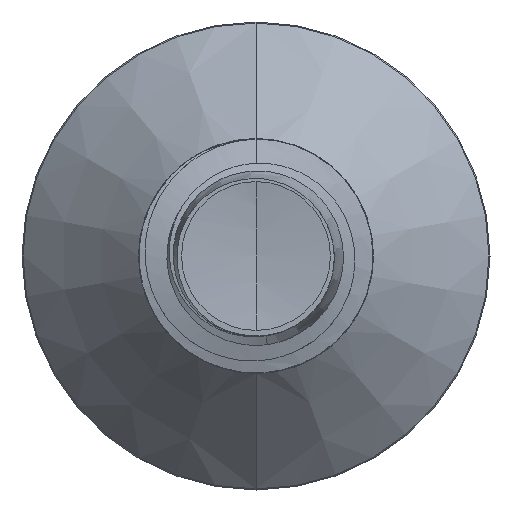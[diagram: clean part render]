
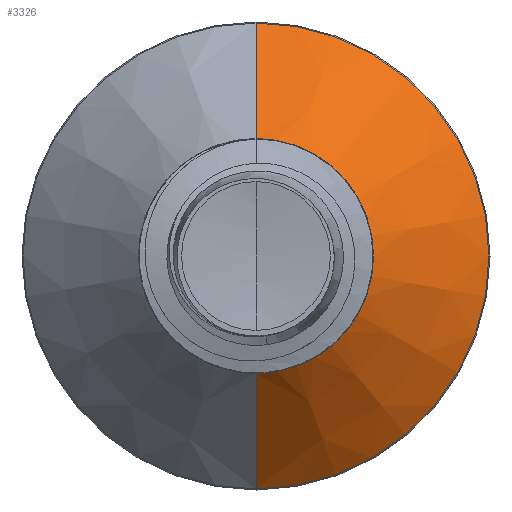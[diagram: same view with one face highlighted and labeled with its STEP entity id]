
A CAD part, front view. The second image highlights one B-rep face of the part: STEP entity #3326.
In plain terms, the highlighted conical face has half-angle 45 degrees and reference radius 1.256 mm.
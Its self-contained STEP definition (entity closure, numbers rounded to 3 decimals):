
#596 = AXIS2_PLACEMENT_3D ( 'NONE', #10439, #932, #12031 ) ;
#772 = VERTEX_POINT ( 'NONE', #16776 ) ;
#932 = DIRECTION ( 'NONE',  ( 0., 1., 0. ) ) ;
#1455 = VERTEX_POINT ( 'NONE', #19975 ) ;
#1512 = LINE ( 'NONE', #4373, #17557 ) ;
#1523 = FACE_OUTER_BOUND ( 'NONE', #9101, .T. ) ;
#2350 = DIRECTION ( 'NONE',  ( 0., 0.707, 0.707 ) ) ;
#3063 = ORIENTED_EDGE ( 'NONE', *, *, #4935, .T. ) ;
#3092 = CARTESIAN_POINT ( 'NONE',  ( 0., 6.939, 2.489 ) ) ;
#3326 = ADVANCED_FACE ( 'NONE', ( #1523 ), #5245, .T. ) ;
#4176 = AXIS2_PLACEMENT_3D ( 'NONE', #4680, #14030, #15591 ) ;
#4202 = ORIENTED_EDGE ( 'NONE', *, *, #11878, .F. ) ;
#4373 = CARTESIAN_POINT ( 'NONE',  ( 0., 5.706, -1.256 ) ) ;
#4553 = DIRECTION ( 'NONE',  ( 0., 1., 0. ) ) ;
#4680 = CARTESIAN_POINT ( 'NONE',  ( 0., 5.706, 0. ) ) ;
#4935 = EDGE_CURVE ( 'NONE', #1455, #8956, #7395, .T. ) ;
#5245 = CONICAL_SURFACE ( 'NONE', #4176, 1.256, 0.785 ) ;
#5253 = LINE ( 'NONE', #5476, #5554 ) ;
#5476 = CARTESIAN_POINT ( 'NONE',  ( 0., 5.706, 1.256 ) ) ;
#5554 = VECTOR ( 'NONE', #2350, 1000. ) ;
#7395 = CIRCLE ( 'NONE', #596, 1.256 ) ;
#7496 = EDGE_CURVE ( 'NONE', #17429, #772, #10292, .T. ) ;
#8713 = AXIS2_PLACEMENT_3D ( 'NONE', #13976, #4553, #15472 ) ;
#8956 = VERTEX_POINT ( 'NONE', #13691 ) ;
#9101 = EDGE_LOOP ( 'NONE', ( #3063, #11497, #11941, #4202 ) ) ;
#10292 = CIRCLE ( 'NONE', #8713, 2.489 ) ;
#10439 = CARTESIAN_POINT ( 'NONE',  ( 0., 5.706, 0. ) ) ;
#11497 = ORIENTED_EDGE ( 'NONE', *, *, #18218, .T. ) ;
#11878 = EDGE_CURVE ( 'NONE', #1455, #17429, #5253, .T. ) ;
#11941 = ORIENTED_EDGE ( 'NONE', *, *, #7496, .F. ) ;
#12031 = DIRECTION ( 'NONE',  ( 0., 0., 1. ) ) ;
#13691 = CARTESIAN_POINT ( 'NONE',  ( 0., 5.706, -1.256 ) ) ;
#13976 = CARTESIAN_POINT ( 'NONE',  ( 0., 6.939, 0. ) ) ;
#14030 = DIRECTION ( 'NONE',  ( 0., 1., 0. ) ) ;
#15472 = DIRECTION ( 'NONE',  ( 0., 0., 1. ) ) ;
#15591 = DIRECTION ( 'NONE',  ( 0., 0., 1. ) ) ;
#16776 = CARTESIAN_POINT ( 'NONE',  ( 0., 6.939, -2.489 ) ) ;
#16799 = DIRECTION ( 'NONE',  ( 0., 0.707, -0.707 ) ) ;
#17429 = VERTEX_POINT ( 'NONE', #3092 ) ;
#17557 = VECTOR ( 'NONE', #16799, 1000. ) ;
#18218 = EDGE_CURVE ( 'NONE', #8956, #772, #1512, .T. ) ;
#19975 = CARTESIAN_POINT ( 'NONE',  ( 0., 5.706, 1.256 ) ) ;
